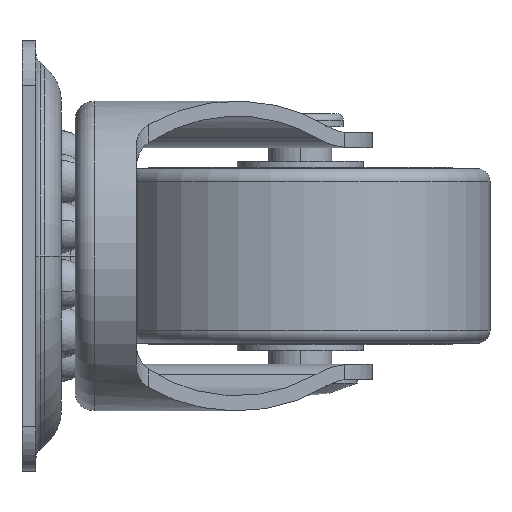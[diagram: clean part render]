
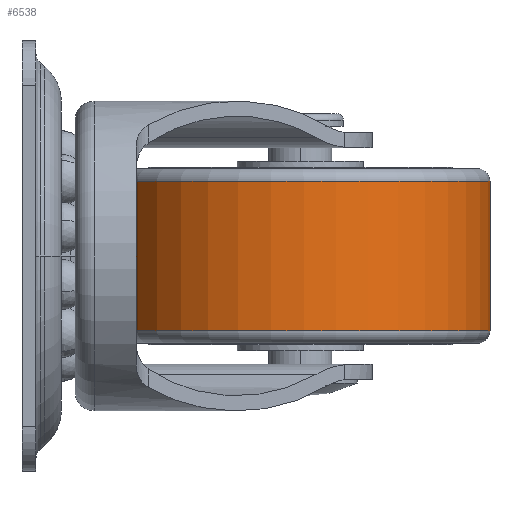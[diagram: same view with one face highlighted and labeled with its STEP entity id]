
A CAD part, left-side view. The second image highlights one B-rep face of the part: STEP entity #6538.
In plain terms, the highlighted cylindrical face has radius 15 mm (diameter 30 mm), a partial arc.
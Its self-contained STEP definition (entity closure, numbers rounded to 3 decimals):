
#5608=CARTESIAN_POINT('',(-5.9,0.,0.));
#5609=DIRECTION('',(-1.,0.,0.));
#5610=DIRECTION('',(0.,1.,0.));
#5611=AXIS2_PLACEMENT_3D('',#5608,#5609,#5610);
#5628=DIRECTION('',(-1.,0.,0.));
#5629=VECTOR('',#5628,11.8);
#5630=CARTESIAN_POINT('',(5.9,15.,0.));
#5631=LINE('',#5630,#5629);
#5637=DIRECTION('',(-1.,0.,0.));
#5638=VECTOR('',#5637,11.8);
#5639=CARTESIAN_POINT('',(5.9,-15.,0.));
#5640=LINE('',#5639,#5638);
#5641=CARTESIAN_POINT('',(5.9,0.,0.));
#5642=DIRECTION('',(-1.,0.,0.));
#5643=DIRECTION('',(0.,1.,0.));
#5644=AXIS2_PLACEMENT_3D('',#5641,#5642,#5643);
#6268=CARTESIAN_POINT('',(-5.9,15.,0.));
#6270=VERTEX_POINT('',#6268);
#6289=CARTESIAN_POINT('',(5.9,15.,0.));
#6291=VERTEX_POINT('',#6289);
#6292=CARTESIAN_POINT('',(-5.9,-15.,0.));
#6294=VERTEX_POINT('',#6292);
#6313=CARTESIAN_POINT('',(5.9,-15.,0.));
#6315=VERTEX_POINT('',#6313);
#6526=CARTESIAN_POINT('',(8.25,0.,0.));
#6527=DIRECTION('',(-1.,0.,0.));
#6528=DIRECTION('',(0.,1.,0.));
#6529=AXIS2_PLACEMENT_3D('',#6526,#6527,#6528);
#6530=CYLINDRICAL_SURFACE('',#6529,15.);
#6531=ORIENTED_EDGE('',*,*,#6509,.T.);
#6532=ORIENTED_EDGE('',*,*,#6471,.T.);
#6533=ORIENTED_EDGE('',*,*,#6513,.F.);
#6535=ORIENTED_EDGE('',*,*,#6534,.F.);
#6536=EDGE_LOOP('',(#6531,#6532,#6533,#6535));
#6537=FACE_OUTER_BOUND('',#6536,.F.);
#5612=CIRCLE('',#5611,15.);
#5645=CIRCLE('',#5644,15.);
#6471=EDGE_CURVE('',#6270,#6294,#5612,.T.);
#6509=EDGE_CURVE('',#6291,#6270,#5631,.T.);
#6513=EDGE_CURVE('',#6315,#6294,#5640,.T.);
#6534=EDGE_CURVE('',#6291,#6315,#5645,.T.);
#6538=ADVANCED_FACE('',(#6537),#6530,.T.);
